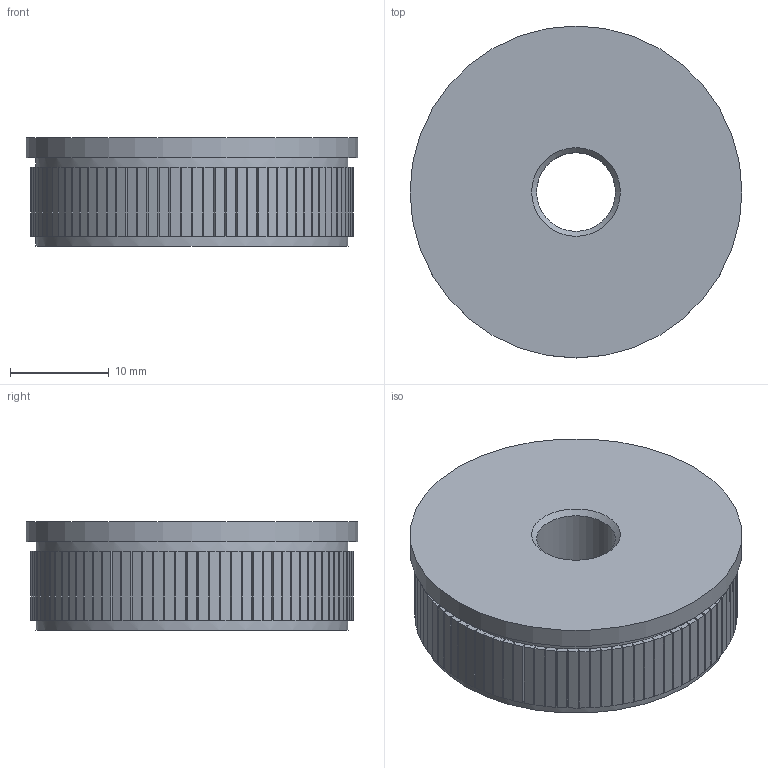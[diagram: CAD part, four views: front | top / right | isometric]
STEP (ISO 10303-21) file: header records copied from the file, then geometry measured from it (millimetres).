
FILE_DESCRIPTION(('STEP AP214'),'1');
FILE_NAME('1814_Cosch_Edelstahltechnik.stp','2018-09-25T17:18:49',(' '),(' '),'Spatial InterOp 3D',' ',' ');
FILE_SCHEMA(('AUTOMOTIVE_DESIGN { 1 0 10303 214 1 1 1 1 }'));
Length unit declared in the file: metre
Products named in the file (1): 1537894043
Bounding box: 33.7 x 33.7 x 11 mm (x, y, z)
Volume: 3226.8 mm3; surface area: 4870.5 mm2
Topology: 1 solids, 1 shells, 460 faces, 1100 edges, 733 vertices
Faces by surface type: plane 454, cylinder 4, revolution 1, cone 1
Full cylindrical faces by diameter (mm): 8 x1, 10.7 x1, 31.7 x1, 33.7 x1
Entity records: 16877 total; most frequent: CARTESIAN_POINT 2294, DIRECTION 2201, ORIENTED_EDGE 2180, EDGE_CURVE 1090, LINE 900, VECTOR 900, VERTEX_POINT 730, AXIS2_PLACEMENT_3D 650
